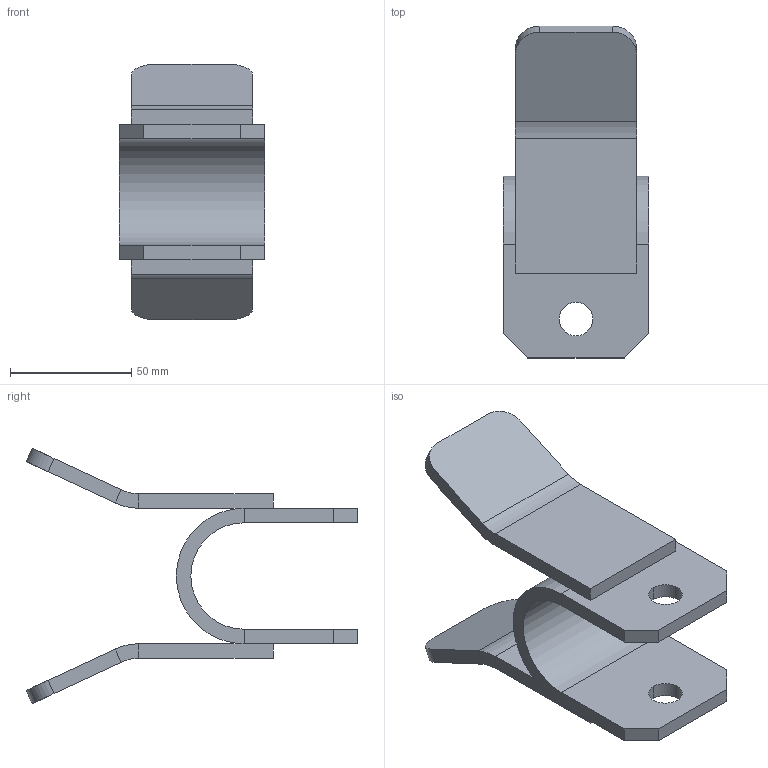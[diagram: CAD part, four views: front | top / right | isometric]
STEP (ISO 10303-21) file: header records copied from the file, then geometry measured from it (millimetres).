
FILE_DESCRIPTION (( 'STEP AP203' ), '1' );
FILE_NAME ('3484-MU103-35_REV_.step', '2026-01-04T05:13:20', ( '' ), ( '' ), 'SwSTEP 2.0', 'SolidWorks 2025', '' );
FILE_SCHEMA (( 'CONFIG_CONTROL_DESIGN' ));
Length unit declared in the file: millimetre
Products named in the file (3): 3484-MU103-35_REV_; 3484-MU103-35-11_Default<As Machined>; 3484-MU103-20-10
Assembly tree (3 placements, depth 2):
  3484-MU103-35_REV_
    3484-MU103-20-10
    3484-MU103-35-11_Default<As Machined>  x2
Bounding box: 60 x 137.05 x 105.47 mm (x, y, z)
Volume: 121467.3 mm3; surface area: 47280.4 mm2
Topology: 3 solids, 3 shells, 54 faces, 120 edges, 72 vertices
Faces by surface type: plane 40, cylinder 14
Entity records: 1387 total; most frequent: DIRECTION 194, CARTESIAN_POINT 182, ORIENTED_EDGE 172, EDGE_CURVE 86, LINE 66, VECTOR 66, AXIS2_PLACEMENT_3D 64, VERTEX_POINT 52
